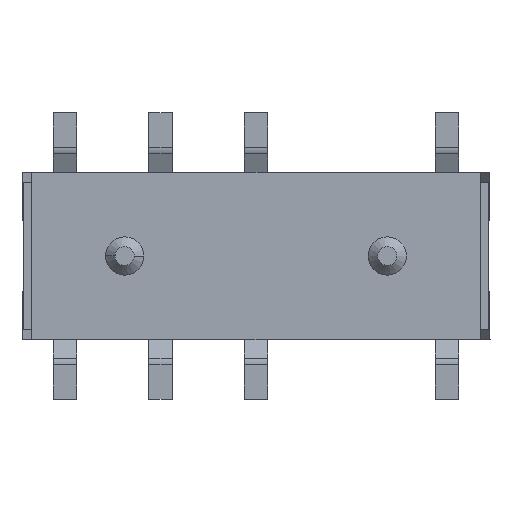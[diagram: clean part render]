
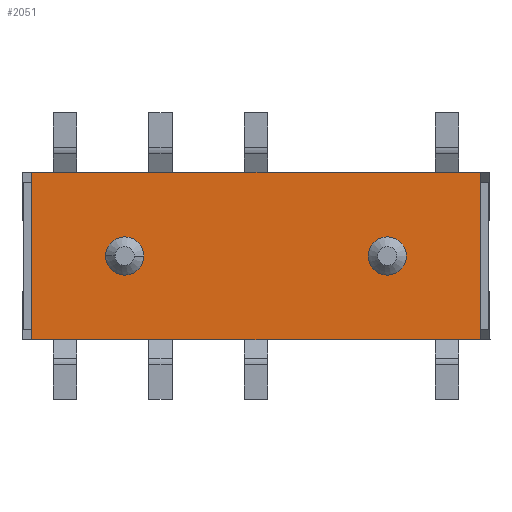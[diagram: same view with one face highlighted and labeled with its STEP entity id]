
A CAD part, front view. The second image highlights one B-rep face of the part: STEP entity #2051.
In plain terms, the highlighted planar face has unit normal (0, -1, 0).
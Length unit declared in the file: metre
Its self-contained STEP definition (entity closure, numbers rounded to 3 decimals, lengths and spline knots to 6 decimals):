
#159=LINE('',#3166,#440);
#160=LINE('',#3169,#441);
#161=LINE('',#3171,#442);
#162=LINE('',#3173,#443);
#440=VECTOR('',#2567,1.);
#441=VECTOR('',#2568,1.);
#442=VECTOR('',#2569,1.);
#443=VECTOR('',#2570,1.);
#761=ORIENTED_EDGE('',*,*,#1233,.T.);
#762=ORIENTED_EDGE('',*,*,#1234,.T.);
#763=ORIENTED_EDGE('',*,*,#1235,.T.);
#764=ORIENTED_EDGE('',*,*,#1236,.T.);
#1233=EDGE_CURVE('',#1535,#1536,#159,.T.);
#1234=EDGE_CURVE('',#1536,#1537,#160,.T.);
#1235=EDGE_CURVE('',#1537,#1538,#161,.T.);
#1236=EDGE_CURVE('',#1538,#1535,#162,.T.);
#1535=VERTEX_POINT('',#3167);
#1536=VERTEX_POINT('',#3168);
#1537=VERTEX_POINT('',#3170);
#1538=VERTEX_POINT('',#3172);
#1760=EDGE_LOOP('',(#761,#762,#763,#764));
#1863=FACE_BOUND('',#1760,.T.);
#1959=PLANE('',#2318);
#2051=ADVANCED_FACE('',(#1863),#1959,.T.);
#2318=AXIS2_PLACEMENT_3D('',#3165,#2565,#2566);
#2565=DIRECTION('',(0.,-1.,0.));
#2566=DIRECTION('',(0.,0.,-1.));
#2567=DIRECTION('',(1.,0.,0.));
#2568=DIRECTION('',(0.,0.,1.));
#2569=DIRECTION('',(-1.,0.,0.));
#2570=DIRECTION('',(0.,0.,-1.));
#3165=CARTESIAN_POINT('',(-0.0049,0.,-0.00175));
#3166=CARTESIAN_POINT('',(-0.0049,0.,-0.00175));
#3167=CARTESIAN_POINT('',(-0.004697,0.,-0.00175));
#3168=CARTESIAN_POINT('',(0.004697,0.,-0.00175));
#3169=CARTESIAN_POINT('',(0.004697,0.,-0.00175));
#3170=CARTESIAN_POINT('',(0.004697,0.,0.00175));
#3171=CARTESIAN_POINT('',(-0.0049,0.,0.00175));
#3172=CARTESIAN_POINT('',(-0.004697,0.,0.00175));
#3173=CARTESIAN_POINT('',(-0.004697,0.,-0.00175));
